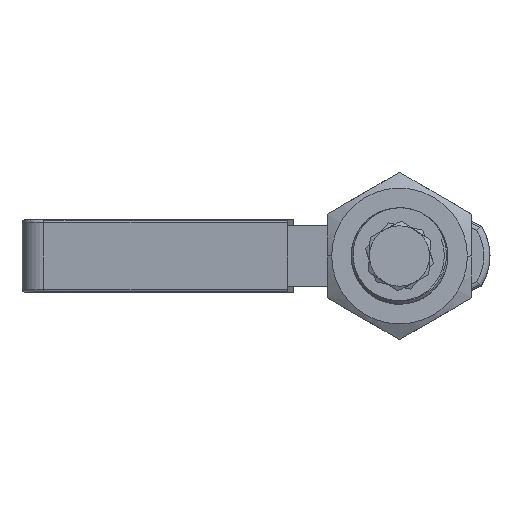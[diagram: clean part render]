
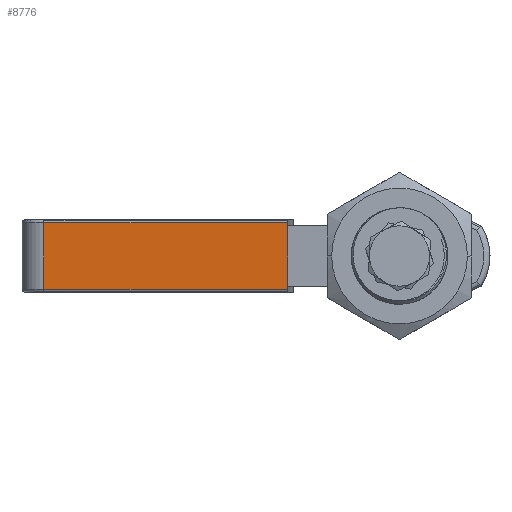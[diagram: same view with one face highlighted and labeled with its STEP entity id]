
A CAD part, left-side view. The second image highlights one B-rep face of the part: STEP entity #8776.
In plain terms, the highlighted planar face has unit normal (-0.996, 0.092, 0).
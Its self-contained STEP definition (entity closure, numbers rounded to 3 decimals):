
#8130=CARTESIAN_POINT('',(5.064,76.583,-0.5));
#8131=VERTEX_POINT('',#8130);
#8139=CARTESIAN_POINT('',(5.064,76.583,10.5));
#8140=VERTEX_POINT('',#8139);
#8141=CARTESIAN_POINT('',(5.064,76.583,-0.5));
#8142=DIRECTION('',(0.0,0.0,1.0));
#8143=VECTOR('',#8142,11.);
#8144=LINE('',#8141,#8143);
#8145=EDGE_CURVE('',#8131,#8140,#8144,.T.);
#8517=CARTESIAN_POINT('',(1.352,36.253,10.5));
#8518=VERTEX_POINT('',#8517);
#8519=CARTESIAN_POINT('',(5.064,76.583,10.5));
#8520=DIRECTION('',(-0.092,-0.996,0.));
#8521=VECTOR('',#8520,40.5);
#8522=LINE('',#8519,#8521);
#8523=EDGE_CURVE('',#8140,#8518,#8522,.T.);
#8559=CARTESIAN_POINT('',(1.352,36.253,-0.5));
#8560=VERTEX_POINT('',#8559);
#8568=CARTESIAN_POINT('',(1.352,36.253,-0.5));
#8569=DIRECTION('',(0.092,0.996,0.));
#8570=VECTOR('',#8569,40.5);
#8571=LINE('',#8568,#8570);
#8572=EDGE_CURVE('',#8560,#8131,#8571,.T.);
#8662=CARTESIAN_POINT('',(1.352,36.253,-0.5));
#8663=DIRECTION('',(0.0,0.0,1.0));
#8664=VECTOR('',#8663,11.);
#8665=LINE('',#8662,#8664);
#8666=EDGE_CURVE('',#8560,#8518,#8665,.T.);
#8765=CARTESIAN_POINT('',(0.527,27.291,-1.));
#8766=DIRECTION('',(-0.996,0.092,0.));
#8767=DIRECTION('',(0.0,0.0,1.0));
#8768=AXIS2_PLACEMENT_3D('',#8765,#8766,#8767);
#8769=PLANE('',#8768);
#8770=ORIENTED_EDGE('',*,*,#8523,.F.);
#8771=ORIENTED_EDGE('',*,*,#8145,.F.);
#8772=ORIENTED_EDGE('',*,*,#8572,.F.);
#8773=ORIENTED_EDGE('',*,*,#8666,.T.);
#8774=EDGE_LOOP('',(#8770,#8771,#8772,#8773));
#8775=FACE_OUTER_BOUND('',#8774,.T.);
#8776=ADVANCED_FACE('',(#8775),#8769,.T.);
